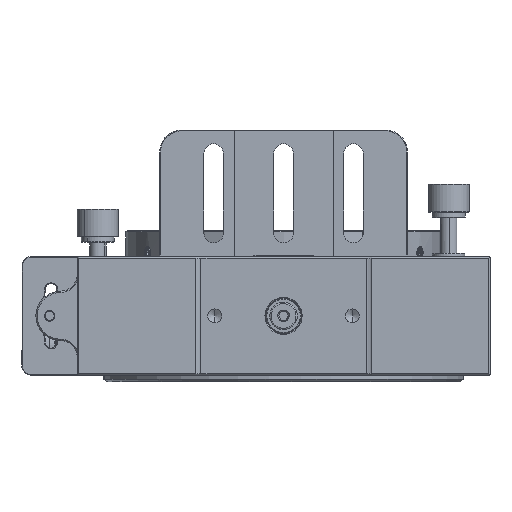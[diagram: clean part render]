
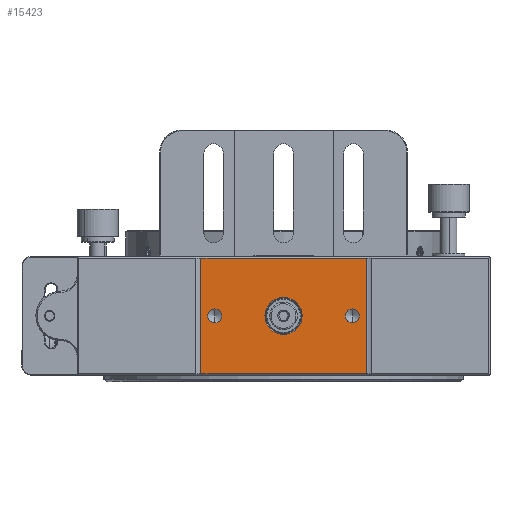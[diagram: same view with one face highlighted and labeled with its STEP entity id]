
A CAD part, front view. The second image highlights one B-rep face of the part: STEP entity #15423.
In plain terms, the highlighted planar face has unit normal (0, -1, 0).
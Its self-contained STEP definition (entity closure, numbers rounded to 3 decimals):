
#407 = CARTESIAN_POINT ( 'NONE',  ( -25., -7.4, -2.525 ) ) ;
#1703 = CARTESIAN_POINT ( 'NONE',  ( 30., -7.4, 21. ) ) ;
#2975 = VERTEX_POINT ( 'NONE', #80009 ) ;
#3219 = CARTESIAN_POINT ( 'NONE',  ( -30., -7.4, -21.5 ) ) ;
#3860 = AXIS2_PLACEMENT_3D ( 'NONE', #78465, #23536, #47160 ) ;
#4063 = VERTEX_POINT ( 'NONE', #407 ) ;
#5407 = AXIS2_PLACEMENT_3D ( 'NONE', #68239, #19433, #55231 ) ;
#5435 = ORIENTED_EDGE ( 'NONE', *, *, #52379, .F. ) ;
#6538 = DIRECTION ( 'NONE',  ( -1., 0., 0. ) ) ;
#8118 = CIRCLE ( 'NONE', #58740, 6.75 ) ;
#9059 = VECTOR ( 'NONE', #28007, 1000. ) ;
#9456 = CARTESIAN_POINT ( 'NONE',  ( 0., -7.4, 0. ) ) ;
#9850 = DIRECTION ( 'NONE',  ( 1., 0., 0. ) ) ;
#10407 = ORIENTED_EDGE ( 'NONE', *, *, #45158, .T. ) ;
#11403 = DIRECTION ( 'NONE',  ( 1., 0., 0. ) ) ;
#11623 = CIRCLE ( 'NONE', #3860, 2.525 ) ;
#12052 = PLANE ( 'NONE',  #71132 ) ;
#13443 = LINE ( 'NONE', #56144, #65770 ) ;
#13737 = CIRCLE ( 'NONE', #56571, 2.525 ) ;
#15423 = ADVANCED_FACE ( 'NONE', ( #64965, #47868, #72660, #16944 ), #12052, .T. ) ;
#16336 = DIRECTION ( 'NONE',  ( 0., -1., 0. ) ) ;
#16747 = EDGE_LOOP ( 'NONE', ( #48555, #48993 ) ) ;
#16944 = FACE_BOUND ( 'NONE', #60136, .T. ) ;
#18039 = VERTEX_POINT ( 'NONE', #68386 ) ;
#18676 = VERTEX_POINT ( 'NONE', #1703 ) ;
#19433 = DIRECTION ( 'NONE',  ( 0., -1., 0. ) ) ;
#20943 = CIRCLE ( 'NONE', #5407, 2.525 ) ;
#21968 = CARTESIAN_POINT ( 'NONE',  ( 0., -7.4, -6.75 ) ) ;
#22549 = EDGE_LOOP ( 'NONE', ( #24252, #63631 ) ) ;
#23536 = DIRECTION ( 'NONE',  ( 0., -1., 0. ) ) ;
#24168 = ORIENTED_EDGE ( 'NONE', *, *, #73041, .F. ) ;
#24252 = ORIENTED_EDGE ( 'NONE', *, *, #77571, .F. ) ;
#24833 = EDGE_LOOP ( 'NONE', ( #71006, #24168, #77578, #10407 ) ) ;
#27314 = ORIENTED_EDGE ( 'NONE', *, *, #40169, .F. ) ;
#27655 = CARTESIAN_POINT ( 'NONE',  ( -25., -7.4, 0. ) ) ;
#28007 = DIRECTION ( 'NONE',  ( 0., 0., 1. ) ) ;
#32248 = DIRECTION ( 'NONE',  ( 0., -1., 0. ) ) ;
#33428 = DIRECTION ( 'NONE',  ( 1., 0., 0. ) ) ;
#34133 = LINE ( 'NONE', #3219, #9059 ) ;
#34496 = EDGE_CURVE ( 'NONE', #4063, #35215, #13737, .T. ) ;
#34687 = DIRECTION ( 'NONE',  ( 1., 0., 0. ) ) ;
#35215 = VERTEX_POINT ( 'NONE', #78297 ) ;
#36030 = VECTOR ( 'NONE', #41649, 1000. ) ;
#36073 = DIRECTION ( 'NONE',  ( 0., -1., 0. ) ) ;
#36350 = LINE ( 'NONE', #61136, #36030 ) ;
#39804 = CIRCLE ( 'NONE', #60569, 2.525 ) ;
#40169 = EDGE_CURVE ( 'NONE', #61567, #66572, #39804, .T. ) ;
#40790 = CARTESIAN_POINT ( 'NONE',  ( -30., -7.4, -21. ) ) ;
#41649 = DIRECTION ( 'NONE',  ( 0., 0., 1. ) ) ;
#41916 = DIRECTION ( 'NONE',  ( 0., -1., 0. ) ) ;
#45158 = EDGE_CURVE ( 'NONE', #64914, #18676, #36350, .T. ) ;
#45972 = DIRECTION ( 'NONE',  ( 1., 0., 0. ) ) ;
#46255 = CARTESIAN_POINT ( 'NONE',  ( 25., -7.4, -2.525 ) ) ;
#47160 = DIRECTION ( 'NONE',  ( 1., 0., 0. ) ) ;
#47868 = FACE_BOUND ( 'NONE', #22549, .T. ) ;
#48555 = ORIENTED_EDGE ( 'NONE', *, *, #34496, .F. ) ;
#48871 = CARTESIAN_POINT ( 'NONE',  ( -30., -7.4, 21. ) ) ;
#48993 = ORIENTED_EDGE ( 'NONE', *, *, #75953, .F. ) ;
#52299 = CARTESIAN_POINT ( 'NONE',  ( 25., -7.4, 2.525 ) ) ;
#52379 = EDGE_CURVE ( 'NONE', #66572, #61567, #11623, .T. ) ;
#53524 = AXIS2_PLACEMENT_3D ( 'NONE', #63925, #32248, #33428 ) ;
#54101 = CARTESIAN_POINT ( 'NONE',  ( 25., -7.4, 0. ) ) ;
#54440 = VERTEX_POINT ( 'NONE', #48871 ) ;
#54701 = VERTEX_POINT ( 'NONE', #21968 ) ;
#54753 = DIRECTION ( 'NONE',  ( 0., 0., -1. ) ) ;
#54826 = CARTESIAN_POINT ( 'NONE',  ( 30., -7.4, -21. ) ) ;
#55231 = DIRECTION ( 'NONE',  ( 1., 0., 0. ) ) ;
#56144 = CARTESIAN_POINT ( 'NONE',  ( -30., -7.4, 21. ) ) ;
#56571 = AXIS2_PLACEMENT_3D ( 'NONE', #27655, #69968, #45972 ) ;
#58740 = AXIS2_PLACEMENT_3D ( 'NONE', #9456, #16336, #9850 ) ;
#59017 = EDGE_CURVE ( 'NONE', #18039, #54701, #75597, .T. ) ;
#59074 = LINE ( 'NONE', #40790, #63399 ) ;
#60136 = EDGE_LOOP ( 'NONE', ( #5435, #27314 ) ) ;
#60569 = AXIS2_PLACEMENT_3D ( 'NONE', #54101, #41916, #11403 ) ;
#61136 = CARTESIAN_POINT ( 'NONE',  ( 30., -7.4, -21.5 ) ) ;
#61567 = VERTEX_POINT ( 'NONE', #52299 ) ;
#63399 = VECTOR ( 'NONE', #34687, 1000. ) ;
#63631 = ORIENTED_EDGE ( 'NONE', *, *, #59017, .F. ) ;
#63925 = CARTESIAN_POINT ( 'NONE',  ( 0., -7.4, 0. ) ) ;
#64914 = VERTEX_POINT ( 'NONE', #54826 ) ;
#64965 = FACE_OUTER_BOUND ( 'NONE', #24833, .T. ) ;
#65770 = VECTOR ( 'NONE', #6538, 1000. ) ;
#65820 = EDGE_CURVE ( 'NONE', #18676, #54440, #13443, .T. ) ;
#66572 = VERTEX_POINT ( 'NONE', #46255 ) ;
#68239 = CARTESIAN_POINT ( 'NONE',  ( -25., -7.4, 0. ) ) ;
#68386 = CARTESIAN_POINT ( 'NONE',  ( 0., -7.4, 6.75 ) ) ;
#68432 = EDGE_CURVE ( 'NONE', #2975, #64914, #59074, .T. ) ;
#69968 = DIRECTION ( 'NONE',  ( 0., -1., 0. ) ) ;
#71006 = ORIENTED_EDGE ( 'NONE', *, *, #65820, .T. ) ;
#71132 = AXIS2_PLACEMENT_3D ( 'NONE', #80370, #36073, #54753 ) ;
#72660 = FACE_BOUND ( 'NONE', #16747, .T. ) ;
#73041 = EDGE_CURVE ( 'NONE', #2975, #54440, #34133, .T. ) ;
#75597 = CIRCLE ( 'NONE', #53524, 6.75 ) ;
#75953 = EDGE_CURVE ( 'NONE', #35215, #4063, #20943, .T. ) ;
#77571 = EDGE_CURVE ( 'NONE', #54701, #18039, #8118, .T. ) ;
#77578 = ORIENTED_EDGE ( 'NONE', *, *, #68432, .T. ) ;
#78297 = CARTESIAN_POINT ( 'NONE',  ( -25., -7.4, 2.525 ) ) ;
#78465 = CARTESIAN_POINT ( 'NONE',  ( 25., -7.4, 0. ) ) ;
#80009 = CARTESIAN_POINT ( 'NONE',  ( -30., -7.4, -21. ) ) ;
#80370 = CARTESIAN_POINT ( 'NONE',  ( 0., -7.4, 0. ) ) ;
